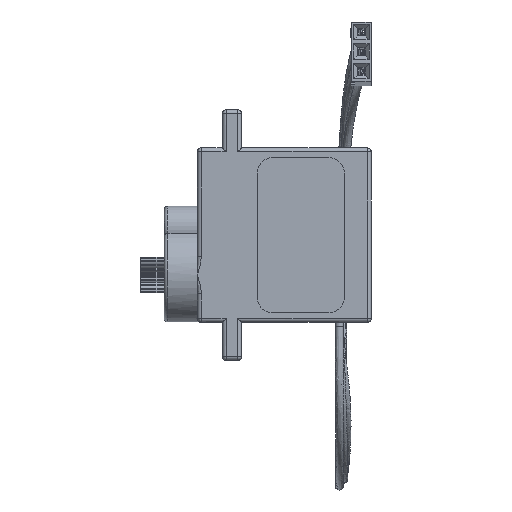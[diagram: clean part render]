
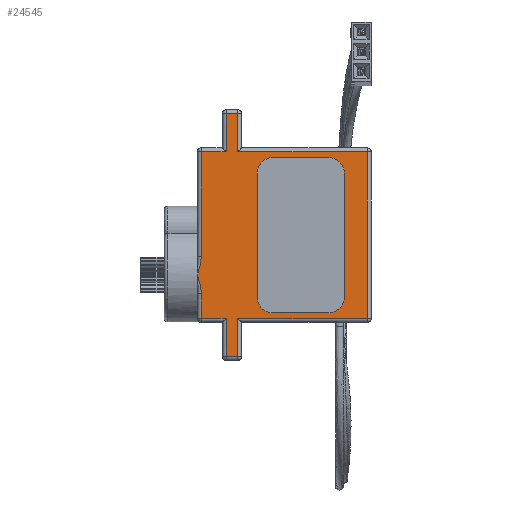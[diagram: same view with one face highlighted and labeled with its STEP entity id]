
A CAD part, left-side view. The second image highlights one B-rep face of the part: STEP entity #24545.
In plain terms, the highlighted planar face has unit normal (-1, 0, 0).
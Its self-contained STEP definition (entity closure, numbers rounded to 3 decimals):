
#90 = VECTOR ( 'NONE', #2963, 1000. ) ;
#123 = EDGE_CURVE ( 'NONE', #20960, #4313, #12733, .T. ) ;
#215 = VECTOR ( 'NONE', #10710, 1000. ) ;
#678 = VERTEX_POINT ( 'NONE', #2673 ) ;
#898 = LINE ( 'NONE', #5648, #1674 ) ;
#1042 = CARTESIAN_POINT ( 'NONE',  ( -6.05, 6., 16.15 ) ) ;
#1201 = LINE ( 'NONE', #19945, #17265 ) ;
#1605 = CARTESIAN_POINT ( 'NONE',  ( -6.05, 7.5, -16.15 ) ) ;
#1651 = LINE ( 'NONE', #11019, #215 ) ;
#1672 = CARTESIAN_POINT ( 'NONE',  ( -6.05, 6., 10.75 ) ) ;
#1674 = VECTOR ( 'NONE', #29328, 1000. ) ;
#1771 = CARTESIAN_POINT ( 'NONE',  ( -6.05, 10.963, -4.36 ) ) ;
#1856 = CARTESIAN_POINT ( 'NONE',  ( -6.05, 11.2, -5.15 ) ) ;
#2060 = CARTESIAN_POINT ( 'NONE',  ( -6.05, 11.2, -5.15 ) ) ;
#2288 = DIRECTION ( 'NONE',  ( 1., 0., 0. ) ) ;
#2311 = DIRECTION ( 'NONE',  ( 0., -1., 0. ) ) ;
#2673 = CARTESIAN_POINT ( 'NONE',  ( -6.05, -10.7, -10.75 ) ) ;
#2963 = DIRECTION ( 'NONE',  ( 0., -1., 0. ) ) ;
#3303 = CARTESIAN_POINT ( 'NONE',  ( -6.05, 10.78, -6.741 ) ) ;
#3415 = LINE ( 'NONE', #1605, #19506 ) ;
#3579 = DIRECTION ( 'NONE',  ( 0., -1., 0. ) ) ;
#3746 = CARTESIAN_POINT ( 'NONE',  ( -6.05, 10.7, -7.558 ) ) ;
#4029 = CARTESIAN_POINT ( 'NONE',  ( -6.05, 10.7, -2.949 ) ) ;
#4313 = VERTEX_POINT ( 'NONE', #24554 ) ;
#4477 = CARTESIAN_POINT ( 'NONE',  ( -6.05, 7.5, 15.65 ) ) ;
#4618 = EDGE_CURVE ( 'NONE', #28576, #28749, #19295, .T. ) ;
#5020 = CARTESIAN_POINT ( 'NONE',  ( -6.05, 10.7, 0. ) ) ;
#5067 = ORIENTED_EDGE ( 'NONE', *, *, #25650, .T. ) ;
#5120 = CARTESIAN_POINT ( 'NONE',  ( -6.05, 10.7, 0. ) ) ;
#5156 = DIRECTION ( 'NONE',  ( 0., 0., -1. ) ) ;
#5324 = VERTEX_POINT ( 'NONE', #1856 ) ;
#5372 = ORIENTED_EDGE ( 'NONE', *, *, #123, .T. ) ;
#5398 = CARTESIAN_POINT ( 'NONE',  ( -6.05, 6., -11.25 ) ) ;
#5404 = LINE ( 'NONE', #14783, #90 ) ;
#5625 = CARTESIAN_POINT ( 'NONE',  ( -6.05, 7.5, 10.75 ) ) ;
#5648 = CARTESIAN_POINT ( 'NONE',  ( -6.05, 0., 10.75 ) ) ;
#5754 = CARTESIAN_POINT ( 'NONE',  ( -6.05, 6., -15.65 ) ) ;
#6237 = CARTESIAN_POINT ( 'NONE',  ( -6.05, 5.5, -15.65 ) ) ;
#6593 = FACE_OUTER_BOUND ( 'NONE', #14611, .T. ) ;
#7020 = VECTOR ( 'NONE', #14637, 1000. ) ;
#7664 = DIRECTION ( 'NONE',  ( 0., 0., -1. ) ) ;
#7768 = CARTESIAN_POINT ( 'NONE',  ( -6.05, 10.72, -7.147 ) ) ;
#8360 = DIRECTION ( 'NONE',  ( 0., 0., -1. ) ) ;
#8435 = VERTEX_POINT ( 'NONE', #24238 ) ;
#9776 = CARTESIAN_POINT ( 'NONE',  ( -6.05, 11.082, -5.544 ) ) ;
#9875 = EDGE_CURVE ( 'NONE', #12556, #5324, #28952, .T. ) ;
#9880 = VERTEX_POINT ( 'NONE', #4477 ) ;
#10031 = ORIENTED_EDGE ( 'NONE', *, *, #21103, .T. ) ;
#10183 = ORIENTED_EDGE ( 'NONE', *, *, #12700, .T. ) ;
#10285 = VERTEX_POINT ( 'NONE', #5754 ) ;
#10365 = CARTESIAN_POINT ( 'NONE',  ( -6.05, 10.821, -6.54 ) ) ;
#10393 = VECTOR ( 'NONE', #7664, 1000. ) ;
#10586 = ORIENTED_EDGE ( 'NONE', *, *, #28488, .T. ) ;
#10710 = DIRECTION ( 'NONE',  ( 0., 1., 0. ) ) ;
#11019 = CARTESIAN_POINT ( 'NONE',  ( -6.05, 0., 10.75 ) ) ;
#11287 = CARTESIAN_POINT ( 'NONE',  ( -6.05, 10.72, -3.153 ) ) ;
#12244 = ORIENTED_EDGE ( 'NONE', *, *, #19263, .T. ) ;
#12386 = VECTOR ( 'NONE', #2311, 1000. ) ;
#12556 = VERTEX_POINT ( 'NONE', #20390 ) ;
#12687 = CARTESIAN_POINT ( 'NONE',  ( -6.05, 10.7, -7.558 ) ) ;
#12700 = EDGE_CURVE ( 'NONE', #17803, #12556, #16776, .T. ) ;
#12733 = LINE ( 'NONE', #1042, #15461 ) ;
#13046 = ORIENTED_EDGE ( 'NONE', *, *, #15713, .T. ) ;
#13460 = VERTEX_POINT ( 'NONE', #5625 ) ;
#13598 = EDGE_CURVE ( 'NONE', #13460, #17803, #1651, .T. ) ;
#14498 = LINE ( 'NONE', #16505, #29823 ) ;
#14611 = EDGE_LOOP ( 'NONE', ( #18887, #13046, #10586, #16011, #12244, #15983, #20860, #5372, #22428, #5067, #16018, #10183, #21408, #10031, #18948 ) ) ;
#14637 = DIRECTION ( 'NONE',  ( 0., 0., -1. ) ) ;
#14755 = EDGE_CURVE ( 'NONE', #4313, #9880, #15561, .T. ) ;
#14783 = CARTESIAN_POINT ( 'NONE',  ( -6.05, 0., -10.75 ) ) ;
#14968 = CARTESIAN_POINT ( 'NONE',  ( -6.05, -10.7, 10.75 ) ) ;
#15461 = VECTOR ( 'NONE', #17001, 1000. ) ;
#15561 = LINE ( 'NONE', #17538, #16954 ) ;
#15713 = EDGE_CURVE ( 'NONE', #28159, #8435, #3415, .T. ) ;
#15983 = ORIENTED_EDGE ( 'NONE', *, *, #22492, .T. ) ;
#16011 = ORIENTED_EDGE ( 'NONE', *, *, #29748, .T. ) ;
#16018 = ORIENTED_EDGE ( 'NONE', *, *, #13598, .T. ) ;
#16250 = CARTESIAN_POINT ( 'NONE',  ( -6.05, 0., -10.75 ) ) ;
#16505 = CARTESIAN_POINT ( 'NONE',  ( -6.05, 7.5, 11.25 ) ) ;
#16776 = LINE ( 'NONE', #5120, #7020 ) ;
#16954 = VECTOR ( 'NONE', #24827, 1000. ) ;
#17001 = DIRECTION ( 'NONE',  ( 0., 0., 1. ) ) ;
#17251 = CARTESIAN_POINT ( 'NONE',  ( -6.05, 10.963, -5.94 ) ) ;
#17265 = VECTOR ( 'NONE', #29330, 1000. ) ;
#17538 = CARTESIAN_POINT ( 'NONE',  ( -6.05, 8., 15.65 ) ) ;
#17789 = CARTESIAN_POINT ( 'NONE',  ( -6.05, 10.7, 10.75 ) ) ;
#17803 = VERTEX_POINT ( 'NONE', #17789 ) ;
#17874 = CARTESIAN_POINT ( 'NONE',  ( -6.05, 6., -10.75 ) ) ;
#18018 = LINE ( 'NONE', #6237, #23172 ) ;
#18887 = ORIENTED_EDGE ( 'NONE', *, *, #22349, .T. ) ;
#18948 = ORIENTED_EDGE ( 'NONE', *, *, #4618, .T. ) ;
#19263 = EDGE_CURVE ( 'NONE', #24041, #678, #5404, .T. ) ;
#19295 = LINE ( 'NONE', #5020, #10393 ) ;
#19389 = LINE ( 'NONE', #5398, #27262 ) ;
#19506 = VECTOR ( 'NONE', #8360, 1000. ) ;
#19945 = CARTESIAN_POINT ( 'NONE',  ( -6.05, -10.7, 0. ) ) ;
#20390 = CARTESIAN_POINT ( 'NONE',  ( -6.05, 10.7, -2.742 ) ) ;
#20504 = CARTESIAN_POINT ( 'NONE',  ( -6.05, 10.7, -2.742 ) ) ;
#20797 = CARTESIAN_POINT ( 'NONE',  ( -6.05, 11.082, -4.757 ) ) ;
#20860 = ORIENTED_EDGE ( 'NONE', *, *, #29457, .T. ) ;
#20960 = VERTEX_POINT ( 'NONE', #1672 ) ;
#21103 = EDGE_CURVE ( 'NONE', #5324, #28576, #30190, .T. ) ;
#21408 = ORIENTED_EDGE ( 'NONE', *, *, #9875, .T. ) ;
#21583 = CARTESIAN_POINT ( 'NONE',  ( -6.05, 11.2, -5.15 ) ) ;
#22349 = EDGE_CURVE ( 'NONE', #28749, #28159, #30280, .T. ) ;
#22428 = ORIENTED_EDGE ( 'NONE', *, *, #14755, .T. ) ;
#22492 = EDGE_CURVE ( 'NONE', #678, #27276, #1201, .T. ) ;
#22830 = AXIS2_PLACEMENT_3D ( 'NONE', #25359, #2288, #5156 ) ;
#23172 = VECTOR ( 'NONE', #3579, 1000. ) ;
#23327 = PLANE ( 'NONE',  #22830 ) ;
#24041 = VERTEX_POINT ( 'NONE', #17874 ) ;
#24238 = CARTESIAN_POINT ( 'NONE',  ( -6.05, 7.5, -15.65 ) ) ;
#24545 = ADVANCED_FACE ( 'NONE', ( #6593 ), #23327, .F. ) ;
#24554 = CARTESIAN_POINT ( 'NONE',  ( -6.05, 6., 15.65 ) ) ;
#24564 = CARTESIAN_POINT ( 'NONE',  ( -6.05, 7.5, -10.75 ) ) ;
#24827 = DIRECTION ( 'NONE',  ( 0., 1., 0. ) ) ;
#25359 = CARTESIAN_POINT ( 'NONE',  ( -6.05, 0., 0. ) ) ;
#25650 = EDGE_CURVE ( 'NONE', #9880, #13460, #14498, .T. ) ;
#27262 = VECTOR ( 'NONE', #28809, 1000. ) ;
#27276 = VERTEX_POINT ( 'NONE', #14968 ) ;
#27907 = CARTESIAN_POINT ( 'NONE',  ( -6.05, 10.78, -3.559 ) ) ;
#28159 = VERTEX_POINT ( 'NONE', #24564 ) ;
#28488 = EDGE_CURVE ( 'NONE', #8435, #10285, #18018, .T. ) ;
#28515 = DIRECTION ( 'NONE',  ( 0., 0., -1. ) ) ;
#28538 = CARTESIAN_POINT ( 'NONE',  ( -6.05, 10.7, -7.351 ) ) ;
#28576 = VERTEX_POINT ( 'NONE', #3746 ) ;
#28642 = CARTESIAN_POINT ( 'NONE',  ( -6.05, 10.7, -10.75 ) ) ;
#28749 = VERTEX_POINT ( 'NONE', #28642 ) ;
#28809 = DIRECTION ( 'NONE',  ( 0., 0., 1. ) ) ;
#28952 = B_SPLINE_CURVE_WITH_KNOTS ( 'NONE', 3,
 ( #20504, #4029, #11287, #27907, #29880, #1771, #20797, #2060 ),
 .UNSPECIFIED., .F., .F.,
 ( 4, 2, 2, 4 ),
 ( 0., 0.001, 0.001, 0.002 ),
 .UNSPECIFIED. ) ;
#29328 = DIRECTION ( 'NONE',  ( 0., 1., 0. ) ) ;
#29330 = DIRECTION ( 'NONE',  ( 0., 0., 1. ) ) ;
#29457 = EDGE_CURVE ( 'NONE', #27276, #20960, #898, .T. ) ;
#29748 = EDGE_CURVE ( 'NONE', #10285, #24041, #19389, .T. ) ;
#29823 = VECTOR ( 'NONE', #28515, 1000. ) ;
#29880 = CARTESIAN_POINT ( 'NONE',  ( -6.05, 10.821, -3.76 ) ) ;
#30190 = B_SPLINE_CURVE_WITH_KNOTS ( 'NONE', 3,
 ( #21583, #9776, #17251, #10365, #3303, #7768, #28538, #12687 ),
 .UNSPECIFIED., .F., .F.,
 ( 4, 2, 2, 4 ),
 ( 0., 0.001, 0.002, 0.002 ),
 .UNSPECIFIED. ) ;
#30280 = LINE ( 'NONE', #16250, #12386 ) ;
